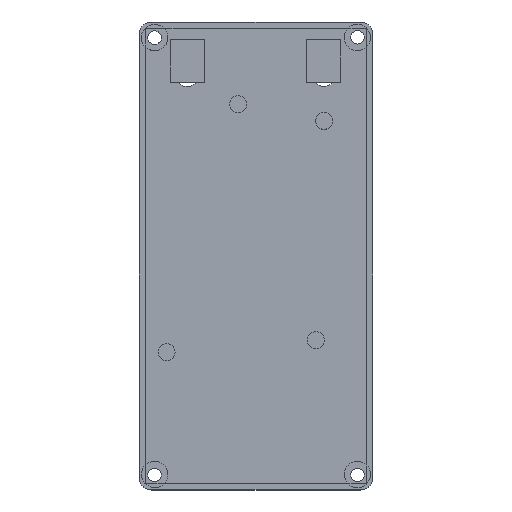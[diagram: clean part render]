
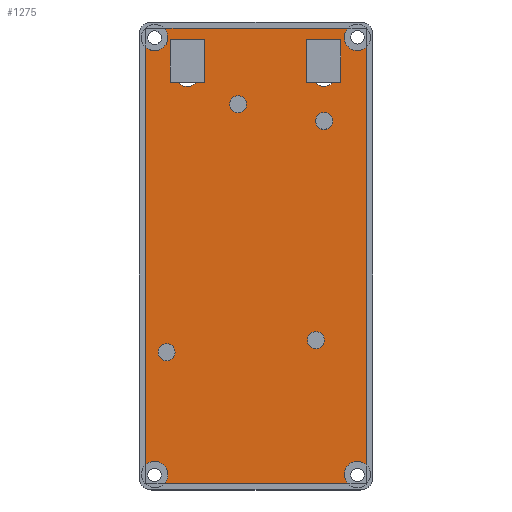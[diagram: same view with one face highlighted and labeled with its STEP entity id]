
A CAD part, top view. The second image highlights one B-rep face of the part: STEP entity #1275.
In plain terms, the highlighted planar face has unit normal (0, 0, 1).
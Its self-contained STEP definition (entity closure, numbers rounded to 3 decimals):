
#581 = VERTEX_POINT('',#582);
#582 = CARTESIAN_POINT('',(18.155,40.814,-3.));
#588 = EDGE_CURVE('',#581,#589,#591,.T.);
#589 = VERTEX_POINT('',#590);
#590 = CARTESIAN_POINT('',(13.771,40.814,-3.));
#591 = CIRCLE('',#592,3.);
#592 = AXIS2_PLACEMENT_3D('',#593,#594,#595);
#593 = CARTESIAN_POINT('',(15.963,42.862,-3.));
#594 = DIRECTION('',(0.,0.,-1.));
#595 = DIRECTION('',(1.,0.,0.));
#754 = VERTEX_POINT('',#755);
#755 = CARTESIAN_POINT('',(-13.929,40.843,-3.));
#761 = EDGE_CURVE('',#754,#762,#764,.T.);
#762 = VERTEX_POINT('',#763);
#763 = CARTESIAN_POINT('',(-18.436,40.843,-3.));
#764 = CIRCLE('',#765,3.);
#765 = AXIS2_PLACEMENT_3D('',#766,#767,#768);
#766 = CARTESIAN_POINT('',(-16.183,42.824,-3.));
#767 = DIRECTION('',(0.,0.,-1.));
#768 = DIRECTION('',(1.,0.,0.));
#1230 = EDGE_CURVE('',#1231,#589,#1233,.T.);
#1231 = VERTEX_POINT('',#1232);
#1232 = CARTESIAN_POINT('',(11.943,40.814,-3.));
#1233 = LINE('',#1234,#1235);
#1234 = CARTESIAN_POINT('',(5.972,40.814,-3.));
#1235 = VECTOR('',#1236,1.);
#1236 = DIRECTION('',(1.,0.,0.));
#1255 = VERTEX_POINT('',#1256);
#1256 = CARTESIAN_POINT('',(19.943,40.814,-3.));
#1262 = EDGE_CURVE('',#581,#1255,#1263,.T.);
#1263 = LINE('',#1264,#1265);
#1264 = CARTESIAN_POINT('',(5.972,40.814,-3.));
#1265 = VECTOR('',#1266,1.);
#1266 = DIRECTION('',(1.,0.,0.));
#1275 = ADVANCED_FACE('',(#1276,#1364,#1375,#1386,#1397,#1408,#1435),
  #1476,.F.);
#1276 = FACE_BOUND('',#1277,.F.);
#1277 = EDGE_LOOP('',(#1278,#1289,#1297,#1306,#1314,#1323,#1331,#1340,
    #1349,#1357));
#1278 = ORIENTED_EDGE('',*,*,#1279,.F.);
#1279 = EDGE_CURVE('',#1280,#1282,#1284,.T.);
#1280 = VERTEX_POINT('',#1281);
#1281 = CARTESIAN_POINT('',(-21.635,53.5,-3.));
#1282 = VERTEX_POINT('',#1283);
#1283 = CARTESIAN_POINT('',(-20.741,51.322,-3.));
#1284 = CIRCLE('',#1285,3.1);
#1285 = AXIS2_PLACEMENT_3D('',#1286,#1287,#1288);
#1286 = CARTESIAN_POINT('',(-23.841,51.322,-3.));
#1287 = DIRECTION('',(0.,0.,-1.));
#1288 = DIRECTION('',(1.,0.,0.));
#1289 = ORIENTED_EDGE('',*,*,#1290,.T.);
#1290 = EDGE_CURVE('',#1280,#1291,#1293,.T.);
#1291 = VERTEX_POINT('',#1292);
#1292 = CARTESIAN_POINT('',(21.587,53.5,-3.));
#1293 = LINE('',#1294,#1295);
#1294 = CARTESIAN_POINT('',(-26.,53.5,-3.));
#1295 = VECTOR('',#1296,1.);
#1296 = DIRECTION('',(1.,0.,0.));
#1297 = ORIENTED_EDGE('',*,*,#1298,.F.);
#1298 = EDGE_CURVE('',#1299,#1291,#1301,.T.);
#1299 = VERTEX_POINT('',#1300);
#1300 = CARTESIAN_POINT('',(26.,49.146,-3.));
#1301 = CIRCLE('',#1302,3.1);
#1302 = AXIS2_PLACEMENT_3D('',#1303,#1304,#1305);
#1303 = CARTESIAN_POINT('',(23.829,51.358,-3.));
#1304 = DIRECTION('',(0.,0.,-1.));
#1305 = DIRECTION('',(1.,0.,0.));
#1306 = ORIENTED_EDGE('',*,*,#1307,.T.);
#1307 = EDGE_CURVE('',#1299,#1308,#1310,.T.);
#1308 = VERTEX_POINT('',#1309);
#1309 = CARTESIAN_POINT('',(26.,-49.13,-3.));
#1310 = LINE('',#1311,#1312);
#1311 = CARTESIAN_POINT('',(26.,53.5,-3.));
#1312 = VECTOR('',#1313,1.);
#1313 = DIRECTION('',(0.,-1.,0.));
#1314 = ORIENTED_EDGE('',*,*,#1315,.F.);
#1315 = EDGE_CURVE('',#1316,#1308,#1318,.T.);
#1316 = VERTEX_POINT('',#1317);
#1317 = CARTESIAN_POINT('',(21.604,-53.5,-3.));
#1318 = CIRCLE('',#1319,3.1);
#1319 = AXIS2_PLACEMENT_3D('',#1320,#1321,#1322);
#1320 = CARTESIAN_POINT('',(23.856,-51.369,-3.));
#1321 = DIRECTION('',(0.,0.,-1.));
#1322 = DIRECTION('',(1.,0.,0.));
#1323 = ORIENTED_EDGE('',*,*,#1324,.T.);
#1324 = EDGE_CURVE('',#1316,#1325,#1327,.T.);
#1325 = VERTEX_POINT('',#1326);
#1326 = CARTESIAN_POINT('',(-21.55,-53.5,-3.));
#1327 = LINE('',#1328,#1329);
#1328 = CARTESIAN_POINT('',(26.,-53.5,-3.));
#1329 = VECTOR('',#1330,1.);
#1330 = DIRECTION('',(-1.,0.,0.));
#1331 = ORIENTED_EDGE('',*,*,#1332,.F.);
#1332 = EDGE_CURVE('',#1333,#1325,#1335,.T.);
#1333 = VERTEX_POINT('',#1334);
#1334 = CARTESIAN_POINT('',(-20.701,-51.368,-3.));
#1335 = CIRCLE('',#1336,3.1);
#1336 = AXIS2_PLACEMENT_3D('',#1337,#1338,#1339);
#1337 = CARTESIAN_POINT('',(-23.801,-51.368,-3.));
#1338 = DIRECTION('',(0.,0.,-1.));
#1339 = DIRECTION('',(1.,0.,0.));
#1340 = ORIENTED_EDGE('',*,*,#1341,.F.);
#1341 = EDGE_CURVE('',#1342,#1333,#1344,.T.);
#1342 = VERTEX_POINT('',#1343);
#1343 = CARTESIAN_POINT('',(-26.,-49.183,-3.));
#1344 = CIRCLE('',#1345,3.1);
#1345 = AXIS2_PLACEMENT_3D('',#1346,#1347,#1348);
#1346 = CARTESIAN_POINT('',(-23.801,-51.368,-3.));
#1347 = DIRECTION('',(0.,0.,-1.));
#1348 = DIRECTION('',(1.,0.,0.));
#1349 = ORIENTED_EDGE('',*,*,#1350,.T.);
#1350 = EDGE_CURVE('',#1342,#1351,#1353,.T.);
#1351 = VERTEX_POINT('',#1352);
#1352 = CARTESIAN_POINT('',(-26.,49.098,-3.));
#1353 = LINE('',#1354,#1355);
#1354 = CARTESIAN_POINT('',(-26.,-53.5,-3.));
#1355 = VECTOR('',#1356,1.);
#1356 = DIRECTION('',(0.,1.,0.));
#1357 = ORIENTED_EDGE('',*,*,#1358,.F.);
#1358 = EDGE_CURVE('',#1282,#1351,#1359,.T.);
#1359 = CIRCLE('',#1360,3.1);
#1360 = AXIS2_PLACEMENT_3D('',#1361,#1362,#1363);
#1361 = CARTESIAN_POINT('',(-23.841,51.322,-3.));
#1362 = DIRECTION('',(0.,0.,-1.));
#1363 = DIRECTION('',(1.,0.,0.));
#1364 = FACE_BOUND('',#1365,.F.);
#1365 = EDGE_LOOP('',(#1366));
#1366 = ORIENTED_EDGE('',*,*,#1367,.F.);
#1367 = EDGE_CURVE('',#1368,#1368,#1370,.T.);
#1368 = VERTEX_POINT('',#1369);
#1369 = CARTESIAN_POINT('',(17.994,31.72,-3.));
#1370 = CIRCLE('',#1371,2.);
#1371 = AXIS2_PLACEMENT_3D('',#1372,#1373,#1374);
#1372 = CARTESIAN_POINT('',(15.994,31.72,-3.));
#1373 = DIRECTION('',(0.,0.,-1.));
#1374 = DIRECTION('',(1.,0.,0.));
#1375 = FACE_BOUND('',#1376,.F.);
#1376 = EDGE_LOOP('',(#1377));
#1377 = ORIENTED_EDGE('',*,*,#1378,.F.);
#1378 = EDGE_CURVE('',#1379,#1379,#1381,.T.);
#1379 = VERTEX_POINT('',#1380);
#1380 = CARTESIAN_POINT('',(-2.219,35.651,-3.));
#1381 = CIRCLE('',#1382,2.);
#1382 = AXIS2_PLACEMENT_3D('',#1383,#1384,#1385);
#1383 = CARTESIAN_POINT('',(-4.219,35.651,-3.));
#1384 = DIRECTION('',(0.,0.,-1.));
#1385 = DIRECTION('',(1.,0.,0.));
#1386 = FACE_BOUND('',#1387,.F.);
#1387 = EDGE_LOOP('',(#1388));
#1388 = ORIENTED_EDGE('',*,*,#1389,.F.);
#1389 = EDGE_CURVE('',#1390,#1390,#1392,.T.);
#1390 = VERTEX_POINT('',#1391);
#1391 = CARTESIAN_POINT('',(-19.025,-22.642,-3.));
#1392 = CIRCLE('',#1393,2.);
#1393 = AXIS2_PLACEMENT_3D('',#1394,#1395,#1396);
#1394 = CARTESIAN_POINT('',(-21.025,-22.642,-3.));
#1395 = DIRECTION('',(0.,0.,-1.));
#1396 = DIRECTION('',(1.,0.,0.));
#1397 = FACE_BOUND('',#1398,.F.);
#1398 = EDGE_LOOP('',(#1399));
#1399 = ORIENTED_EDGE('',*,*,#1400,.F.);
#1400 = EDGE_CURVE('',#1401,#1401,#1403,.T.);
#1401 = VERTEX_POINT('',#1402);
#1402 = CARTESIAN_POINT('',(16.094,-19.803,-3.));
#1403 = CIRCLE('',#1404,2.);
#1404 = AXIS2_PLACEMENT_3D('',#1405,#1406,#1407);
#1405 = CARTESIAN_POINT('',(14.094,-19.803,-3.));
#1406 = DIRECTION('',(0.,0.,-1.));
#1407 = DIRECTION('',(1.,0.,0.));
#1408 = FACE_BOUND('',#1409,.F.);
#1409 = EDGE_LOOP('',(#1410,#1420,#1426,#1427,#1428,#1429));
#1410 = ORIENTED_EDGE('',*,*,#1411,.T.);
#1411 = EDGE_CURVE('',#1412,#1414,#1416,.T.);
#1412 = VERTEX_POINT('',#1413);
#1413 = CARTESIAN_POINT('',(19.943,50.814,-3.));
#1414 = VERTEX_POINT('',#1415);
#1415 = CARTESIAN_POINT('',(11.943,50.814,-3.));
#1416 = LINE('',#1417,#1418);
#1417 = CARTESIAN_POINT('',(9.972,50.814,-3.));
#1418 = VECTOR('',#1419,1.);
#1419 = DIRECTION('',(-1.,0.,0.));
#1420 = ORIENTED_EDGE('',*,*,#1421,.T.);
#1421 = EDGE_CURVE('',#1414,#1231,#1422,.T.);
#1422 = LINE('',#1423,#1424);
#1423 = CARTESIAN_POINT('',(11.943,25.407,-3.));
#1424 = VECTOR('',#1425,1.);
#1425 = DIRECTION('',(0.,-1.,0.));
#1426 = ORIENTED_EDGE('',*,*,#1230,.T.);
#1427 = ORIENTED_EDGE('',*,*,#588,.F.);
#1428 = ORIENTED_EDGE('',*,*,#1262,.T.);
#1429 = ORIENTED_EDGE('',*,*,#1430,.T.);
#1430 = EDGE_CURVE('',#1255,#1412,#1431,.T.);
#1431 = LINE('',#1432,#1433);
#1432 = CARTESIAN_POINT('',(19.943,20.407,-3.));
#1433 = VECTOR('',#1434,1.);
#1434 = DIRECTION('',(0.,1.,0.));
#1435 = FACE_BOUND('',#1436,.F.);
#1436 = EDGE_LOOP('',(#1437,#1447,#1455,#1461,#1462,#1470));
#1437 = ORIENTED_EDGE('',*,*,#1438,.T.);
#1438 = EDGE_CURVE('',#1439,#1441,#1443,.T.);
#1439 = VERTEX_POINT('',#1440);
#1440 = CARTESIAN_POINT('',(-12.171,50.843,-3.));
#1441 = VERTEX_POINT('',#1442);
#1442 = CARTESIAN_POINT('',(-20.171,50.843,-3.));
#1443 = LINE('',#1444,#1445);
#1444 = CARTESIAN_POINT('',(-6.085,50.843,-3.));
#1445 = VECTOR('',#1446,1.);
#1446 = DIRECTION('',(-1.,0.,0.));
#1447 = ORIENTED_EDGE('',*,*,#1448,.T.);
#1448 = EDGE_CURVE('',#1441,#1449,#1451,.T.);
#1449 = VERTEX_POINT('',#1450);
#1450 = CARTESIAN_POINT('',(-20.171,40.843,-3.));
#1451 = LINE('',#1452,#1453);
#1452 = CARTESIAN_POINT('',(-20.171,25.422,-3.));
#1453 = VECTOR('',#1454,1.);
#1454 = DIRECTION('',(0.,-1.,0.));
#1455 = ORIENTED_EDGE('',*,*,#1456,.T.);
#1456 = EDGE_CURVE('',#1449,#762,#1457,.T.);
#1457 = LINE('',#1458,#1459);
#1458 = CARTESIAN_POINT('',(-10.085,40.843,-3.));
#1459 = VECTOR('',#1460,1.);
#1460 = DIRECTION('',(1.,0.,0.));
#1461 = ORIENTED_EDGE('',*,*,#761,.F.);
#1462 = ORIENTED_EDGE('',*,*,#1463,.T.);
#1463 = EDGE_CURVE('',#754,#1464,#1466,.T.);
#1464 = VERTEX_POINT('',#1465);
#1465 = CARTESIAN_POINT('',(-12.171,40.843,-3.));
#1466 = LINE('',#1467,#1468);
#1467 = CARTESIAN_POINT('',(-10.085,40.843,-3.));
#1468 = VECTOR('',#1469,1.);
#1469 = DIRECTION('',(1.,0.,0.));
#1470 = ORIENTED_EDGE('',*,*,#1471,.T.);
#1471 = EDGE_CURVE('',#1464,#1439,#1472,.T.);
#1472 = LINE('',#1473,#1474);
#1473 = CARTESIAN_POINT('',(-12.171,20.422,-3.));
#1474 = VECTOR('',#1475,1.);
#1475 = DIRECTION('',(0.,1.,0.));
#1476 = PLANE('',#1477);
#1477 = AXIS2_PLACEMENT_3D('',#1478,#1479,#1480);
#1478 = CARTESIAN_POINT('',(0.,0.,-3.));
#1479 = DIRECTION('',(-0.,-0.,-1.));
#1480 = DIRECTION('',(-1.,0.,0.));
